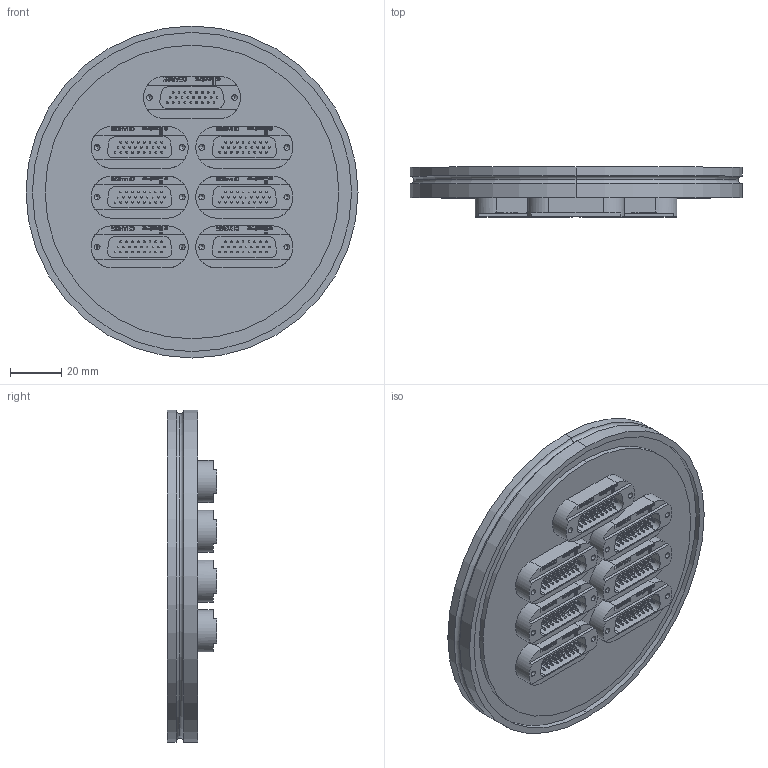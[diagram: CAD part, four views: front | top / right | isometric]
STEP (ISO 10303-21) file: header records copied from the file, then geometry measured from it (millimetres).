
FILE_DESCRIPTION (( 'STEP AP214' ), '1' );
FILE_NAME ('210-HD26-ISO100-7.step', '2025-02-17T20:30:59', ( '' ), ( '' ), 'SwSTEP 2.0', 'SolidWorks 2022', '' );
FILE_SCHEMA (( 'AUTOMOTIVE_DESIGN' ));
Length unit declared in the file: millimetre
Products named in the file (5): 218-HDX-SS_218-HD26-SS; 210-HD26-ISO100-7; 9218-HDX-SS_26pol.0,7 mm Logo; 9210-PIN-FENI-0.7_vergoldet; 9210-D15-ISO100-7_DN100 ISO-K
Assembly tree (35 placements, depth 3):
  210-HD26-ISO100-7
    9210-D15-ISO100-7_DN100 ISO-K
    218-HDX-SS_218-HD26-SS  x7
      9218-HDX-SS_26pol.0,7 mm Logo
      9210-PIN-FENI-0.7_vergoldet
Bounding box: 130 x 19.5 x 130 mm (x, y, z)
Volume: 138134.2 mm3; surface area: 67077.6 mm2
Topology: 190 solids, 190 shells, 2854 faces, 7953 edges, 5244 vertices
Faces by surface type: cylinder 1214, plane 1013, sphere 364, bspline 189, cone 56, torus 18
Entity records: 13087 total; most frequent: CARTESIAN_POINT 3695, DIRECTION 1891, ORIENTED_EDGE 1850, EDGE_CURVE 925, AXIS2_PLACEMENT_3D 660, VERTEX_POINT 612, VECTOR 571, LINE 571
